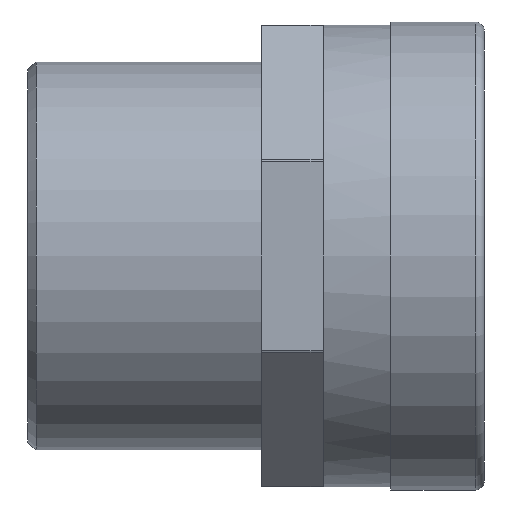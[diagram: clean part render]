
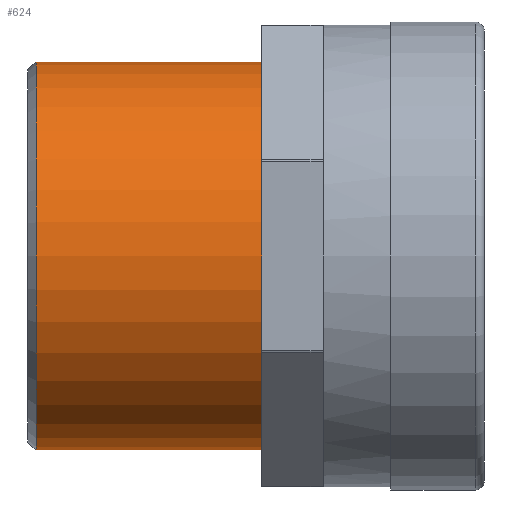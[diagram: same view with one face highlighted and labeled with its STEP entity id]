
A CAD part, front view. The second image highlights one B-rep face of the part: STEP entity #624.
In plain terms, the highlighted cylindrical face has radius 31.5 mm (diameter 63 mm), a full revolution.
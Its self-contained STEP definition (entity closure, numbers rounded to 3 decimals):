
#20=LINE('',#1010,#67);
#67=VECTOR('',#808,31.5);
#113=CYLINDRICAL_SURFACE('',#696,31.5);
#139=FACE_OUTER_BOUND('',#182,.T.);
#182=EDGE_LOOP('',(#432,#433,#434,#435,#436));
#224=CIRCLE('',#691,31.5);
#225=CIRCLE('',#692,31.5);
#228=CIRCLE('',#697,31.5);
#266=VERTEX_POINT('',#997);
#267=VERTEX_POINT('',#998);
#270=VERTEX_POINT('',#1008);
#326=EDGE_CURVE('',#266,#267,#224,.T.);
#327=EDGE_CURVE('',#267,#266,#225,.T.);
#331=EDGE_CURVE('',#270,#270,#228,.T.);
#332=EDGE_CURVE('',#270,#267,#20,.T.);
#432=ORIENTED_EDGE('',*,*,#331,.F.);
#433=ORIENTED_EDGE('',*,*,#332,.T.);
#434=ORIENTED_EDGE('',*,*,#326,.F.);
#435=ORIENTED_EDGE('',*,*,#327,.F.);
#436=ORIENTED_EDGE('',*,*,#332,.F.);
#624=ADVANCED_FACE('',(#139),#113,.T.);
#691=AXIS2_PLACEMENT_3D('',#999,#793,#794);
#692=AXIS2_PLACEMENT_3D('',#1000,#795,#796);
#696=AXIS2_PLACEMENT_3D('',#1007,#804,#805);
#697=AXIS2_PLACEMENT_3D('',#1009,#806,#807);
#793=DIRECTION('center_axis',(-1.,0.,0.));
#794=DIRECTION('ref_axis',(0.,-1.,0.));
#795=DIRECTION('center_axis',(-1.,0.,0.));
#796=DIRECTION('ref_axis',(0.,-1.,0.));
#804=DIRECTION('center_axis',(1.,0.,0.));
#805=DIRECTION('ref_axis',(0.,1.,0.));
#806=DIRECTION('center_axis',(1.,0.,0.));
#807=DIRECTION('ref_axis',(0.,0.,-1.));
#808=DIRECTION('',(-1.,0.,0.));
#997=CARTESIAN_POINT('',(-41.6,31.5,0.));
#998=CARTESIAN_POINT('',(-41.6,-31.5,0.));
#999=CARTESIAN_POINT('Origin',(-41.6,0.,
0.));
#1000=CARTESIAN_POINT('Origin',(-41.6,0.,
0.));
#1007=CARTESIAN_POINT('Origin',(-24.,0.,0.));
#1008=CARTESIAN_POINT('',(-5.,-31.5,0.));
#1009=CARTESIAN_POINT('Origin',(-5.,0.,0.));
#1010=CARTESIAN_POINT('',(-24.,-31.5,0.));
